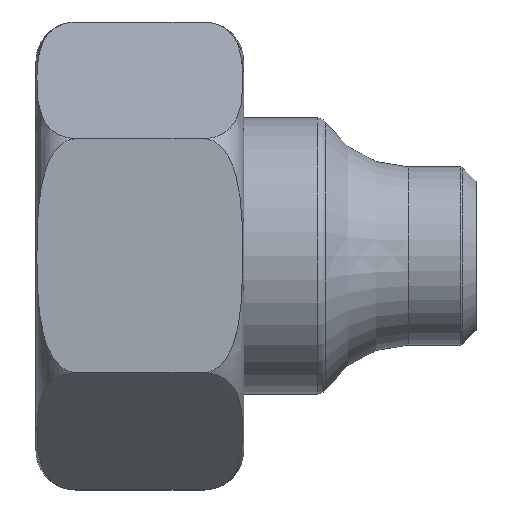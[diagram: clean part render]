
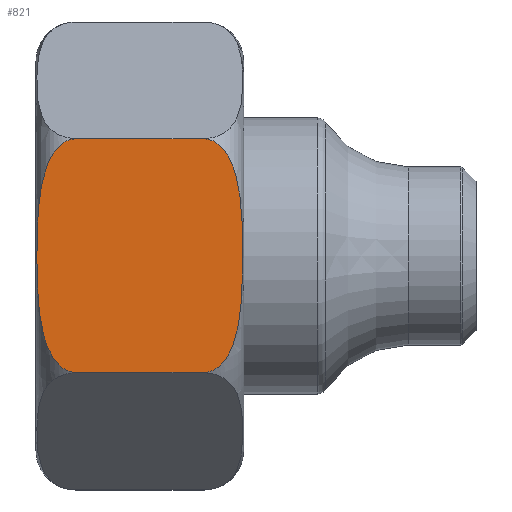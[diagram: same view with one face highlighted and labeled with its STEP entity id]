
A CAD part, top view. The second image highlights one B-rep face of the part: STEP entity #821.
In plain terms, the highlighted planar face has unit normal (0, 0, 1).
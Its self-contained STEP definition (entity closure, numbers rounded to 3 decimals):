
#479=FACE_OUTER_BOUND('',#1223,.T.);
#592=LINE('',#4135,#698);
#593=LINE('',#4140,#699);
#698=VECTOR('',#3137,1.);
#699=VECTOR('',#3142,1.);
#821=ADVANCED_FACE('',(#479),#962,.T.);
#962=PLANE('',#2944);
#1223=EDGE_LOOP('',(#1547,#1548,#1549,#1550));
#1547=ORIENTED_EDGE('',*,*,#2450,.T.);
#1548=ORIENTED_EDGE('',*,*,#2459,.T.);
#1549=ORIENTED_EDGE('',*,*,#2452,.T.);
#1550=ORIENTED_EDGE('',*,*,#2469,.T.);
#2199=VERTEX_POINT('',#4129);
#2202=VERTEX_POINT('',#4134);
#2204=VERTEX_POINT('',#4139);
#2205=VERTEX_POINT('',#4141);
#2450=EDGE_CURVE('',#2199,#2202,#592,.T.);
#2452=EDGE_CURVE('',#2205,#2204,#593,.T.);
#2459=EDGE_CURVE('',#2202,#2205,#2789,.T.);
#2469=EDGE_CURVE('',#2204,#2199,#2795,.T.);
#2789=B_SPLINE_CURVE_WITH_KNOTS('',3,(#4203,#4204,#4205,#4206,#4207,#4208,
#4209,#4210,#4211,#4212,#4213,#4214,#4215,#4216,#4217,#4218,#4219,#4220),
 .UNSPECIFIED.,.F.,.F.,(4,2,2,2,2,2,2,2,4),(0.,0.063,0.125,0.25,0.5,0.75,
0.875,0.938,1.),.UNSPECIFIED.);
#2795=B_SPLINE_CURVE_WITH_KNOTS('',3,(#4320,#4321,#4322,#4323,#4324,#4325,
#4326,#4327,#4328,#4329,#4330,#4331,#4332,#4333,#4334,#4335,#4336,#4337),
 .UNSPECIFIED.,.F.,.F.,(4,2,2,2,2,2,2,2,4),(0.,0.063,0.125,0.25,0.5,0.75,
0.875,0.938,1.),.UNSPECIFIED.);
#2944=AXIS2_PLACEMENT_3D('',#4391,#3184,#3185);
#3137=DIRECTION('',(-1.,0.,0.));
#3142=DIRECTION('',(1.,0.,0.));
#3184=DIRECTION('',(0.,0.,1.));
#3185=DIRECTION('',(1.,0.,0.));
#4129=CARTESIAN_POINT('',(17.,11.807,20.5));
#4134=CARTESIAN_POINT('',(4.,11.807,20.5));
#4135=CARTESIAN_POINT('',(0.,11.807,20.5));
#4139=CARTESIAN_POINT('',(17.,-11.807,20.5));
#4140=CARTESIAN_POINT('',(0.,-11.807,20.5));
#4141=CARTESIAN_POINT('',(4.,-11.807,20.5));
#4203=CARTESIAN_POINT('',(4.,11.807,20.5));
#4204=CARTESIAN_POINT('',(3.441,11.807,20.5));
#4205=CARTESIAN_POINT('',(2.894,11.551,20.5));
#4206=CARTESIAN_POINT('',(2.045,10.818,20.5));
#4207=CARTESIAN_POINT('',(1.719,10.35,20.5));
#4208=CARTESIAN_POINT('',(0.934,8.859,20.5));
#4209=CARTESIAN_POINT('',(0.663,7.767,20.5));
#4210=CARTESIAN_POINT('',(0.112,4.458,20.5));
#4211=CARTESIAN_POINT('',(0.09,2.23,20.5));
#4212=CARTESIAN_POINT('',(0.09,-2.228,20.5));
#4213=CARTESIAN_POINT('',(0.113,-4.45,20.5));
#4214=CARTESIAN_POINT('',(0.658,-7.743,20.5));
#4215=CARTESIAN_POINT('',(0.933,-8.855,20.5));
#4216=CARTESIAN_POINT('',(1.717,-10.347,20.5));
#4217=CARTESIAN_POINT('',(2.033,-10.805,20.5));
#4218=CARTESIAN_POINT('',(2.893,-11.553,20.5));
#4219=CARTESIAN_POINT('',(3.431,-11.807,20.5));
#4220=CARTESIAN_POINT('',(4.,-11.807,20.5));
#4320=CARTESIAN_POINT('',(17.,-11.807,20.5));
#4321=CARTESIAN_POINT('',(17.559,-11.807,20.5));
#4322=CARTESIAN_POINT('',(18.106,-11.551,20.5));
#4323=CARTESIAN_POINT('',(18.955,-10.818,20.5));
#4324=CARTESIAN_POINT('',(19.281,-10.35,20.5));
#4325=CARTESIAN_POINT('',(20.066,-8.859,20.5));
#4326=CARTESIAN_POINT('',(20.337,-7.767,20.5));
#4327=CARTESIAN_POINT('',(20.888,-4.458,20.5));
#4328=CARTESIAN_POINT('',(20.91,-2.23,20.5));
#4329=CARTESIAN_POINT('',(20.91,2.228,20.5));
#4330=CARTESIAN_POINT('',(20.887,4.45,20.5));
#4331=CARTESIAN_POINT('',(20.342,7.743,20.5));
#4332=CARTESIAN_POINT('',(20.067,8.855,20.5));
#4333=CARTESIAN_POINT('',(19.283,10.347,20.5));
#4334=CARTESIAN_POINT('',(18.967,10.805,20.5));
#4335=CARTESIAN_POINT('',(18.107,11.553,20.5));
#4336=CARTESIAN_POINT('',(17.569,11.807,20.5));
#4337=CARTESIAN_POINT('',(17.,11.807,20.5));
#4391=CARTESIAN_POINT('',(23.1,-11.836,20.5));
